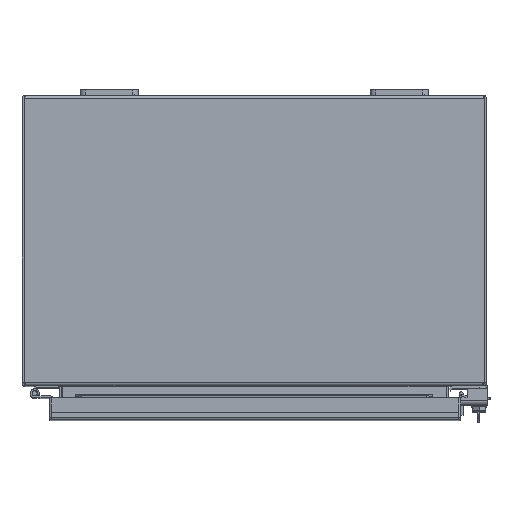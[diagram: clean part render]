
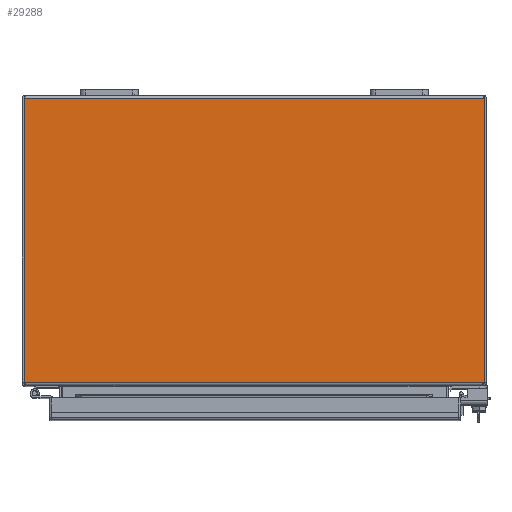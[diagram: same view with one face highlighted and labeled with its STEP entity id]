
A CAD part, top view. The second image highlights one B-rep face of the part: STEP entity #29288.
In plain terms, the highlighted planar face has unit normal (0, 0, 1).
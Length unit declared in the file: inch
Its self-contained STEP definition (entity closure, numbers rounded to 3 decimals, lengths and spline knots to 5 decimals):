
#522 = ORIENTED_EDGE ( 'NONE', *, *, #37644, .F. ) ;
#2390 = DIRECTION ( 'NONE',  ( 0., 0., -1. ) ) ;
#6349 = VECTOR ( 'NONE', #11811, 39.37008 ) ;
#6438 = CARTESIAN_POINT ( 'NONE',  ( -7.92792, -0.108, 10. ) ) ;
#7540 = LINE ( 'NONE', #10211, #41337 ) ;
#10211 = CARTESIAN_POINT ( 'NONE',  ( -7.892, -0.108, 10. ) ) ;
#10748 = AXIS2_PLACEMENT_3D ( 'NONE', #46060, #2390, #46519 ) ;
#11811 = DIRECTION ( 'NONE',  ( 0., -1., 0. ) ) ;
#12530 = LINE ( 'NONE', #26894, #6349 ) ;
#12986 = EDGE_CURVE ( 'NONE', #41484, #17043, #20600, .T. ) ;
#13618 = ORIENTED_EDGE ( 'NONE', *, *, #21782, .F. ) ;
#15264 = EDGE_CURVE ( 'NONE', #26307, #17043, #12530, .T. ) ;
#17043 = VERTEX_POINT ( 'NONE', #18319 ) ;
#17325 = CARTESIAN_POINT ( 'NONE',  ( 7.92792, -9.892, 10. ) ) ;
#18319 = CARTESIAN_POINT ( 'NONE',  ( -7.92792, -9.892, 10. ) ) ;
#20600 = LINE ( 'NONE', #45946, #23066 ) ;
#21065 = ORIENTED_EDGE ( 'NONE', *, *, #15264, .T. ) ;
#21782 = EDGE_CURVE ( 'NONE', #32003, #41484, #42711, .T. ) ;
#23066 = VECTOR ( 'NONE', #24446, 39.37008 ) ;
#24446 = DIRECTION ( 'NONE',  ( -1., 0., 0. ) ) ;
#26307 = VERTEX_POINT ( 'NONE', #6438 ) ;
#26894 = CARTESIAN_POINT ( 'NONE',  ( -7.92792, 39.37008, 10. ) ) ;
#28231 = PLANE ( 'NONE',  #10748 ) ;
#29288 = ADVANCED_FACE ( 'NONE', ( #31403 ), #28231, .F. ) ;
#31403 = FACE_OUTER_BOUND ( 'NONE', #41401, .T. ) ;
#32003 = VERTEX_POINT ( 'NONE', #33454 ) ;
#33454 = CARTESIAN_POINT ( 'NONE',  ( 7.92792, -0.108, 10. ) ) ;
#36008 = DIRECTION ( 'NONE',  ( 1., 0., 0. ) ) ;
#37644 = EDGE_CURVE ( 'NONE', #26307, #32003, #7540, .T. ) ;
#41337 = VECTOR ( 'NONE', #36008, 39.37008 ) ;
#41401 = EDGE_LOOP ( 'NONE', ( #46775, #13618, #522, #21065 ) ) ;
#41484 = VERTEX_POINT ( 'NONE', #17325 ) ;
#42711 = LINE ( 'NONE', #46751, #45588 ) ;
#45588 = VECTOR ( 'NONE', #45834, 39.37008 ) ;
#45834 = DIRECTION ( 'NONE',  ( 0., -1., 0. ) ) ;
#45946 = CARTESIAN_POINT ( 'NONE',  ( -7.892, -9.892, 10. ) ) ;
#46060 = CARTESIAN_POINT ( 'NONE',  ( -7.892, -0.06248, 10. ) ) ;
#46519 = DIRECTION ( 'NONE',  ( 0., 1., 0. ) ) ;
#46751 = CARTESIAN_POINT ( 'NONE',  ( 7.92792, 39.37008, 10. ) ) ;
#46775 = ORIENTED_EDGE ( 'NONE', *, *, #12986, .F. ) ;
